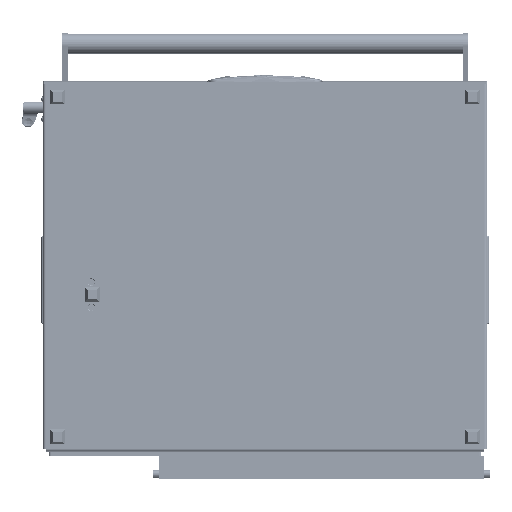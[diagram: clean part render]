
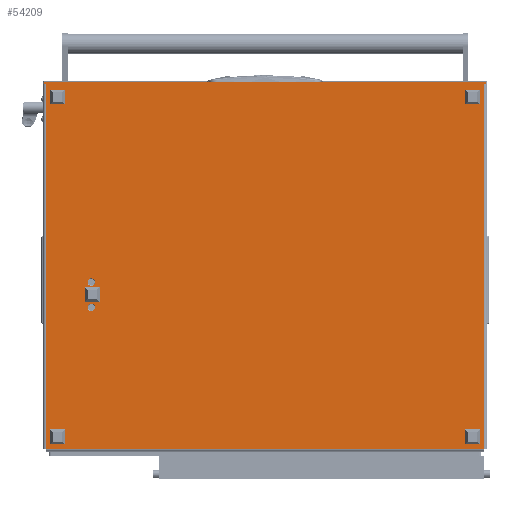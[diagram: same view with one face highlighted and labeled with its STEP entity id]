
A CAD part, front view. The second image highlights one B-rep face of the part: STEP entity #54209.
In plain terms, the highlighted face is planar.
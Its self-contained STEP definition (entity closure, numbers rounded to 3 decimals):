
#4972 = VECTOR ( 'NONE', #26946, 1000. ) ;
#6403 = LINE ( 'NONE', #24263, #37135 ) ;
#8884 = LINE ( 'NONE', #209757, #24527 ) ;
#14186 = EDGE_CURVE ( 'NONE', #164182, #77512, #46731, .T. ) ;
#18688 = CIRCLE ( 'NONE', #48031, 5.2 ) ;
#20895 = AXIS2_PLACEMENT_3D ( 'NONE', #172257, #125045, #188727 ) ;
#23499 = FACE_OUTER_BOUND ( 'NONE', #150054, .T. ) ;
#24263 = CARTESIAN_POINT ( 'NONE',  ( 0., 610., 0. ) ) ;
#24527 = VECTOR ( 'NONE', #48132, 1000. ) ;
#25691 = EDGE_LOOP ( 'NONE', ( #146577, #192416 ) ) ;
#26946 = DIRECTION ( 'NONE',  ( -1., 0., 0. ) ) ;
#33518 = DIRECTION ( 'NONE',  ( -1., 0., 0. ) ) ;
#35842 = VERTEX_POINT ( 'NONE', #51272 ) ;
#37135 = VECTOR ( 'NONE', #154419, 1000. ) ;
#37795 = CARTESIAN_POINT ( 'NONE',  ( 304.8, 545., 0. ) ) ;
#40061 = CARTESIAN_POINT ( 'NONE',  ( -2., 610., 0. ) ) ;
#40620 = DIRECTION ( 'NONE',  ( 0., 0., -1. ) ) ;
#42497 = VERTEX_POINT ( 'NONE', #84767 ) ;
#46731 = CIRCLE ( 'NONE', #59667, 5.2 ) ;
#48031 = AXIS2_PLACEMENT_3D ( 'NONE', #186493, #170710, #121365 ) ;
#48132 = DIRECTION ( 'NONE',  ( 0., 1., 0. ) ) ;
#48701 = CARTESIAN_POINT ( 'NONE',  ( 269.8, 545., 0. ) ) ;
#49093 = AXIS2_PLACEMENT_3D ( 'NONE', #112850, #66466, #33518 ) ;
#50107 = EDGE_LOOP ( 'NONE', ( #68204, #119822 ) ) ;
#50534 = ORIENTED_EDGE ( 'NONE', *, *, #178876, .F. ) ;
#51243 = CARTESIAN_POINT ( 'NONE',  ( 315.2, 545., 0. ) ) ;
#51272 = CARTESIAN_POINT ( 'NONE',  ( 0., 608., 0. ) ) ;
#54209 = ADVANCED_FACE ( 'NONE', ( #136149, #164172, #23499 ), #82155, .T. ) ;
#54231 = LINE ( 'NONE', #75436, #202481 ) ;
#54864 = CARTESIAN_POINT ( 'NONE',  ( 506., 0., 0. ) ) ;
#56729 = EDGE_CURVE ( 'NONE', #69565, #70459, #210991, .T. ) ;
#58709 = VECTOR ( 'NONE', #151924, 1000. ) ;
#58840 = CARTESIAN_POINT ( 'NONE',  ( 280.2, 545., 0. ) ) ;
#59667 = AXIS2_PLACEMENT_3D ( 'NONE', #87761, #202841, #73451 ) ;
#63657 = VECTOR ( 'NONE', #187104, 1000. ) ;
#66466 = DIRECTION ( 'NONE',  ( 0., 0., -1. ) ) ;
#66602 = CARTESIAN_POINT ( 'NONE',  ( -2., -2., 0. ) ) ;
#68204 = ORIENTED_EDGE ( 'NONE', *, *, #14186, .F. ) ;
#68831 = VERTEX_POINT ( 'NONE', #197343 ) ;
#69565 = VERTEX_POINT ( 'NONE', #51243 ) ;
#70459 = VERTEX_POINT ( 'NONE', #37795 ) ;
#70483 = EDGE_CURVE ( 'NONE', #77512, #164182, #206146, .T. ) ;
#73451 = DIRECTION ( 'NONE',  ( -1., 0., 0. ) ) ;
#75436 = CARTESIAN_POINT ( 'NONE',  ( 506., 608., 0. ) ) ;
#77512 = VERTEX_POINT ( 'NONE', #58840 ) ;
#79828 = EDGE_CURVE ( 'NONE', #84142, #153473, #6403, .T. ) ;
#81189 = VECTOR ( 'NONE', #88089, 1000. ) ;
#82155 = PLANE ( 'NONE',  #49093 ) ;
#84142 = VERTEX_POINT ( 'NONE', #40061 ) ;
#84767 = CARTESIAN_POINT ( 'NONE',  ( 0., 0., 0. ) ) ;
#87761 = CARTESIAN_POINT ( 'NONE',  ( 275., 545., 0. ) ) ;
#88089 = DIRECTION ( 'NONE',  ( 1., 0., 0. ) ) ;
#89613 = CARTESIAN_POINT ( 'NONE',  ( 0., -4., 0. ) ) ;
#93273 = EDGE_CURVE ( 'NONE', #70459, #69565, #18688, .T. ) ;
#100106 = ORIENTED_EDGE ( 'NONE', *, *, #121168, .F. ) ;
#104904 = EDGE_CURVE ( 'NONE', #211687, #35842, #124578, .T. ) ;
#112850 = CARTESIAN_POINT ( 'NONE',  ( 0., 608., 0. ) ) ;
#114632 = EDGE_CURVE ( 'NONE', #211687, #133081, #54231, .T. ) ;
#115978 = EDGE_CURVE ( 'NONE', #184911, #84142, #201696, .T. ) ;
#119822 = ORIENTED_EDGE ( 'NONE', *, *, #70483, .F. ) ;
#120020 = DIRECTION ( 'NONE',  ( -1., 0., 0. ) ) ;
#121168 = EDGE_CURVE ( 'NONE', #68831, #42497, #127774, .T. ) ;
#121365 = DIRECTION ( 'NONE',  ( -1., 0., 0. ) ) ;
#121644 = CARTESIAN_POINT ( 'NONE',  ( 0., 0., 0. ) ) ;
#122431 = EDGE_CURVE ( 'NONE', #68831, #184911, #135515, .T. ) ;
#124578 = LINE ( 'NONE', #179236, #206454 ) ;
#125045 = DIRECTION ( 'NONE',  ( 0., 0., -1. ) ) ;
#127774 = LINE ( 'NONE', #89613, #58709 ) ;
#133081 = VERTEX_POINT ( 'NONE', #54864 ) ;
#135515 = LINE ( 'NONE', #142178, #4972 ) ;
#136149 = FACE_BOUND ( 'NONE', #50107, .T. ) ;
#141365 = CARTESIAN_POINT ( 'NONE',  ( -2., -4., 0. ) ) ;
#142178 = CARTESIAN_POINT ( 'NONE',  ( 0., -2., 0. ) ) ;
#146084 = EDGE_CURVE ( 'NONE', #42497, #133081, #211681, .T. ) ;
#146370 = DIRECTION ( 'NONE',  ( -1., 0., 0. ) ) ;
#146577 = ORIENTED_EDGE ( 'NONE', *, *, #93273, .F. ) ;
#150054 = EDGE_LOOP ( 'NONE', ( #100106, #206559, #156990, #165249, #50534, #189526, #187168, #159795 ) ) ;
#151924 = DIRECTION ( 'NONE',  ( 0., 1., 0. ) ) ;
#153473 = VERTEX_POINT ( 'NONE', #195905 ) ;
#154419 = DIRECTION ( 'NONE',  ( 1., 0., 0. ) ) ;
#156990 = ORIENTED_EDGE ( 'NONE', *, *, #115978, .T. ) ;
#159795 = ORIENTED_EDGE ( 'NONE', *, *, #146084, .F. ) ;
#164172 = FACE_BOUND ( 'NONE', #25691, .T. ) ;
#164182 = VERTEX_POINT ( 'NONE', #48701 ) ;
#165249 = ORIENTED_EDGE ( 'NONE', *, *, #79828, .T. ) ;
#170710 = DIRECTION ( 'NONE',  ( 0., 0., -1. ) ) ;
#171962 = DIRECTION ( 'NONE',  ( 0., -1., 0. ) ) ;
#172257 = CARTESIAN_POINT ( 'NONE',  ( 310., 545., 0. ) ) ;
#178725 = CARTESIAN_POINT ( 'NONE',  ( 506., 608., 0. ) ) ;
#178876 = EDGE_CURVE ( 'NONE', #35842, #153473, #8884, .T. ) ;
#179236 = CARTESIAN_POINT ( 'NONE',  ( 0., 608., 0. ) ) ;
#184911 = VERTEX_POINT ( 'NONE', #66602 ) ;
#186493 = CARTESIAN_POINT ( 'NONE',  ( 310., 545., 0. ) ) ;
#187104 = DIRECTION ( 'NONE',  ( 0., 1., 0. ) ) ;
#187168 = ORIENTED_EDGE ( 'NONE', *, *, #114632, .T. ) ;
#188727 = DIRECTION ( 'NONE',  ( -1., 0., 0. ) ) ;
#189526 = ORIENTED_EDGE ( 'NONE', *, *, #104904, .F. ) ;
#192416 = ORIENTED_EDGE ( 'NONE', *, *, #56729, .F. ) ;
#195905 = CARTESIAN_POINT ( 'NONE',  ( 0., 610., 0. ) ) ;
#197343 = CARTESIAN_POINT ( 'NONE',  ( 0., -2., 0. ) ) ;
#201357 = AXIS2_PLACEMENT_3D ( 'NONE', #202260, #40620, #120020 ) ;
#201696 = LINE ( 'NONE', #141365, #63657 ) ;
#202260 = CARTESIAN_POINT ( 'NONE',  ( 275., 545., 0. ) ) ;
#202481 = VECTOR ( 'NONE', #171962, 1000. ) ;
#202841 = DIRECTION ( 'NONE',  ( 0., 0., -1. ) ) ;
#206146 = CIRCLE ( 'NONE', #201357, 5.2 ) ;
#206454 = VECTOR ( 'NONE', #146370, 1000. ) ;
#206559 = ORIENTED_EDGE ( 'NONE', *, *, #122431, .T. ) ;
#209757 = CARTESIAN_POINT ( 'NONE',  ( 0., -4., 0. ) ) ;
#210991 = CIRCLE ( 'NONE', #20895, 5.2 ) ;
#211681 = LINE ( 'NONE', #121644, #81189 ) ;
#211687 = VERTEX_POINT ( 'NONE', #178725 ) ;
